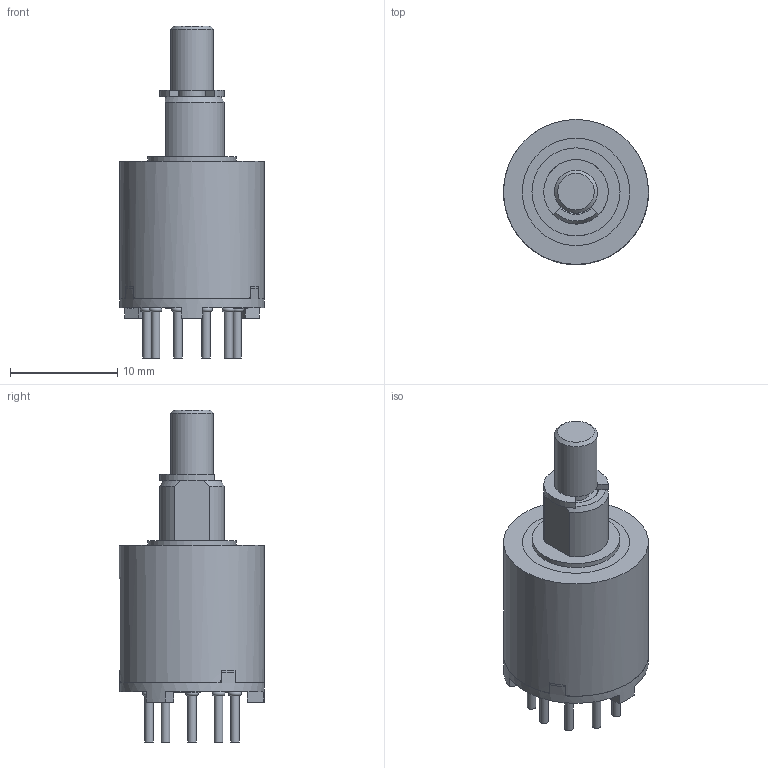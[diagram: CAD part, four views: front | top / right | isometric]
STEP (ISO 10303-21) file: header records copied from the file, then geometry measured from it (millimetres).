
FILE_DESCRIPTION (( 'STEP AP203' ), '1' );
FILE_NAME ('(-12) 5Ï 12 47.STEP', '2020-01-15T03:49:12', ( '' ), ( '' ), 'SwSTEP 2.0', 'SolidWorks 2017', '' );
FILE_SCHEMA (( 'CONFIG_CONTROL_DESIGN' ));
Length unit declared in the file: millimetre
Products named in the file (30): ÔÈÌÄ.741478.008 Ïëàòà; 淘 7.732.016 暑眚嚓騙牔ぅ氅; 淘 8.245.000 暑朦鲱_寯 8.245.000-09; ÔÈÌÄ.301111.008 Êîðïóñ â ñáîðå1 ; ﾘ瑩韭 2G10 +5 ﾃﾎﾑﾒ 3722-2014; ÔÈÌÄ.685121.011 Âàë ñ ðîòîðîì1_”ˆŒ„.685121.011-12; 釔 8.362.003 婰膲僗闉; 杬 8.362.006 婰膲僗闉; ÌÔ 8.389.000 Ïðóæèíà_¤«ï á¡®àª¨; Ïðåññ-ìàòåðèàë ÄÑÂ-2-0 ÃÎÑÒ 17478-9151; 匀棠.715313.006 锣隷攬寗.715313.006-01; ÔÈÌÄ.754175.002 Êîëüöî óïëîòíèòåëüíîå1_¤«ï á¡®àª¨; ÔÈÌÄ.713121.005 Âòóëêà1_¤«ï á¡®àª¨; ÔÈÌÄ.715111.007 Ðîëèê êîíòàêòíûé; ÔÈÌÄ.301111.009 Êîðïóñ1_„«ï á¡®àª¨; (-12) 5Ï 12 47; Ïðåññ-ìàòåðèàë ÄÑÂ-2-Ë ÃÎÑÒ 17478-915; ÌÔ 8.383.012 Ïðóæèíà1_‘¦ â ï; ÔÈÌÄ.685113.006 Ïëàòà ñ êîíòàêòàìè; 匀棠.303659.006 隅咫 翳犟圉梃1_攬寗.303659.006-12
Assembly tree (22 placements, depth 5):
  ﾘ瑩韭 2G10 +5 ﾃﾎﾑﾒ 3722-2014
  釔 8.362.003 婰膲僗闉
  杬 8.362.006 婰膲僗闉
  ÌÔ 8.389.000 Ïðóæèíà_¤«ï á¡®àª¨
  Ïðåññ-ìàòåðèàë ÄÑÂ-2-0 ÃÎÑÒ 17478-9151
Bounding box: 13.5 x 13.5 x 30.9 mm (x, y, z)
Volume: 885.4 mm3; surface area: 2363.2 mm2
Topology: 17 solids, 17 shells, 206 faces, 481 edges, 318 vertices
Faces by surface type: plane 99, cylinder 68, bspline 23, torus 13, cone 3
Full cylindrical faces by diameter (mm): 0.8 x30, 2.45 x4, 2.5 x1, 4 x6, 8.2 x1, 10 x2, 12 x1, 13.5 x2
Entity records: 9693 total; most frequent: CARTESIAN_POINT 2366, DIRECTION 908, ORIENTED_EDGE 790, EDGE_CURVE 395, AXIS2_PLACEMENT_3D 360, EDGE_LOOP 305, VERTEX_POINT 294, FACE_OUTER_BOUND 266
